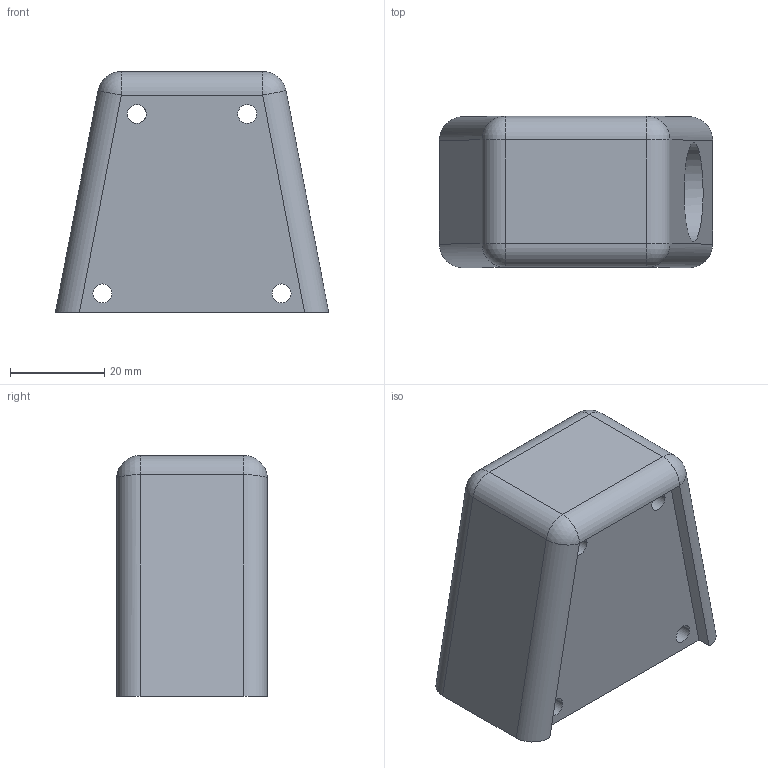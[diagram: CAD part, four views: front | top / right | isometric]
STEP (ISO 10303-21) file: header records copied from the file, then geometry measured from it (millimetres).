
FILE_DESCRIPTION(('CATIA V5 STEP Exchange'),'2;1');
FILE_NAME('corps.stp','2020-05-04T06:47:06+00:00',('none'),('none'),'CATIA Version 5 Release 19 SP 9 (IN-10)','CATIA V5 STEP AP203','none');
FILE_SCHEMA(('CONFIG_CONTROL_DESIGN'));
Length unit declared in the file: millimetre
Products named in the file (1): Part3
Bounding box: 57.89 x 32 x 51.04 mm (x, y, z)
Volume: 27449.1 mm3; surface area: 23109.2 mm2
Topology: 1 solids, 1 shells, 80 faces, 212 edges, 134 vertices
Faces by surface type: plane 42, cylinder 33, sphere 4, extrusion 1
Entity records: 2733 total; most frequent: CARTESIAN_POINT 832, ORIENTED_EDGE 416, DIRECTION 308, EDGE_CURVE 208, VERTEX_POINT 134, AXIS2_PLACEMENT_3D 116, VECTOR 115, LINE 114
